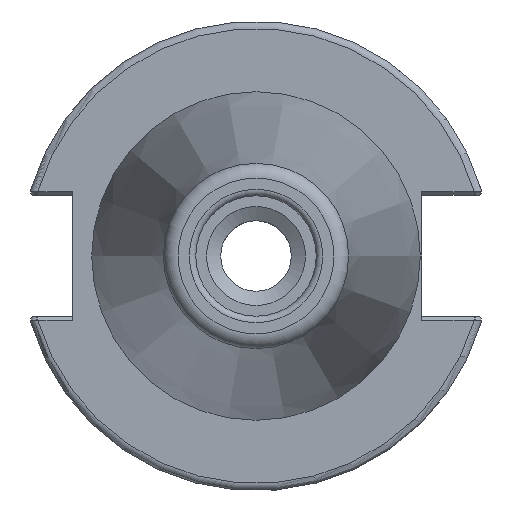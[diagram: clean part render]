
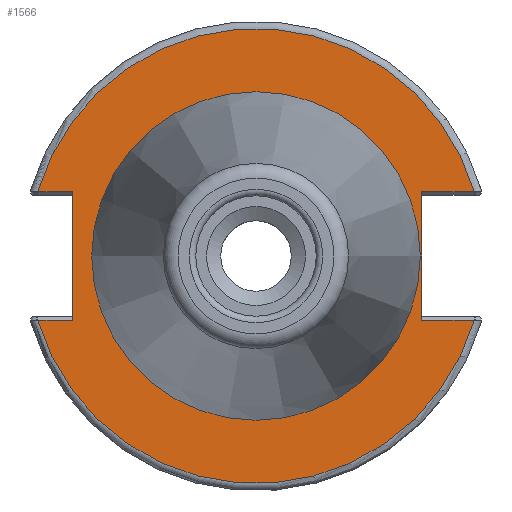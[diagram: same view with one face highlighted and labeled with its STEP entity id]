
A CAD part, left-side view. The second image highlights one B-rep face of the part: STEP entity #1566.
In plain terms, the highlighted planar face has unit normal (-1, 0, 0).
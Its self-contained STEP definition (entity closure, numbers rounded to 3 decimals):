
#58=FACE_BOUND('',#410,.T.);
#74=LINE('',#2495,#171);
#76=LINE('',#2563,#173);
#77=LINE('',#2565,#174);
#78=LINE('',#2569,#175);
#79=LINE('',#2571,#176);
#80=LINE('',#2572,#177);
#171=VECTOR('',#1891,10.);
#173=VECTOR('',#1909,10.);
#174=VECTOR('',#1910,10.);
#175=VECTOR('',#1913,10.);
#176=VECTOR('',#1914,10.);
#177=VECTOR('',#1915,10.);
#276=PLANE('',#1696);
#320=FACE_OUTER_BOUND('',#409,.T.);
#409=EDGE_LOOP('',(#1130,#1131,#1132,#1133,#1134,#1135,#1136,#1137));
#410=EDGE_LOOP('',(#1138,#1139));
#509=CIRCLE('',#1695,30.775);
#510=CIRCLE('',#1697,30.775);
#511=CIRCLE('',#1698,22.225);
#512=CIRCLE('',#1699,22.225);
#653=VERTEX_POINT('',#2488);
#656=VERTEX_POINT('',#2493);
#662=VERTEX_POINT('',#2541);
#664=VERTEX_POINT('',#2562);
#665=VERTEX_POINT('',#2564);
#666=VERTEX_POINT('',#2566);
#667=VERTEX_POINT('',#2568);
#668=VERTEX_POINT('',#2570);
#669=VERTEX_POINT('',#2573);
#670=VERTEX_POINT('',#2574);
#833=EDGE_CURVE('',#656,#653,#74,.T.);
#843=EDGE_CURVE('',#653,#662,#509,.T.);
#846=EDGE_CURVE('',#656,#664,#76,.T.);
#847=EDGE_CURVE('',#665,#664,#77,.T.);
#848=EDGE_CURVE('',#666,#665,#510,.T.);
#849=EDGE_CURVE('',#667,#666,#78,.T.);
#850=EDGE_CURVE('',#667,#668,#79,.T.);
#851=EDGE_CURVE('',#662,#668,#80,.T.);
#852=EDGE_CURVE('',#669,#670,#511,.T.);
#853=EDGE_CURVE('',#670,#669,#512,.T.);
#1130=ORIENTED_EDGE('',*,*,#833,.F.);
#1131=ORIENTED_EDGE('',*,*,#846,.T.);
#1132=ORIENTED_EDGE('',*,*,#847,.F.);
#1133=ORIENTED_EDGE('',*,*,#848,.F.);
#1134=ORIENTED_EDGE('',*,*,#849,.F.);
#1135=ORIENTED_EDGE('',*,*,#850,.T.);
#1136=ORIENTED_EDGE('',*,*,#851,.F.);
#1137=ORIENTED_EDGE('',*,*,#843,.F.);
#1138=ORIENTED_EDGE('',*,*,#852,.T.);
#1139=ORIENTED_EDGE('',*,*,#853,.T.);
#1566=ADVANCED_FACE('',(#320,#58),#276,.T.);
#1695=AXIS2_PLACEMENT_3D('',#2542,#1905,#1906);
#1696=AXIS2_PLACEMENT_3D('',#2561,#1907,#1908);
#1697=AXIS2_PLACEMENT_3D('',#2567,#1911,#1912);
#1698=AXIS2_PLACEMENT_3D('',#2575,#1916,#1917);
#1699=AXIS2_PLACEMENT_3D('',#2576,#1918,#1919);
#1891=DIRECTION('',(0.,-1.,0.));
#1905=DIRECTION('center_axis',(1.,0.,0.));
#1906=DIRECTION('ref_axis',(0.,0.,-1.));
#1907=DIRECTION('center_axis',(-1.,0.,0.));
#1908=DIRECTION('ref_axis',(0.,0.,1.));
#1909=DIRECTION('',(0.,0.,1.));
#1910=DIRECTION('',(0.,1.,0.));
#1911=DIRECTION('center_axis',(1.,0.,0.));
#1912=DIRECTION('ref_axis',(0.,0.,-1.));
#1913=DIRECTION('',(0.,1.,0.));
#1914=DIRECTION('',(0.,0.,-1.));
#1915=DIRECTION('',(0.,-1.,0.));
#1916=DIRECTION('center_axis',(1.,0.,0.));
#1917=DIRECTION('ref_axis',(0.,0.,-1.));
#1918=DIRECTION('center_axis',(1.,0.,0.));
#1919=DIRECTION('ref_axis',(0.,0.,-1.));
#2488=CARTESIAN_POINT('',(3.175,-29.523,-8.69));
#2493=CARTESIAN_POINT('',(3.175,-22.41,-8.69));
#2495=CARTESIAN_POINT('',(3.175,-4.878,-8.69));
#2541=CARTESIAN_POINT('',(3.175,29.523,-8.69));
#2542=CARTESIAN_POINT('Origin',(3.175,0.,0.));
#2561=CARTESIAN_POINT('Origin',(3.175,30.775,0.));
#2562=CARTESIAN_POINT('',(3.175,-22.41,8.69));
#2563=CARTESIAN_POINT('',(3.175,-22.41,-4.095));
#2564=CARTESIAN_POINT('',(3.175,-29.523,8.69));
#2565=CARTESIAN_POINT('',(3.175,4.182,8.69));
#2566=CARTESIAN_POINT('',(3.175,29.523,8.69));
#2567=CARTESIAN_POINT('Origin',(3.175,0.,0.));
#2568=CARTESIAN_POINT('',(3.175,24.8,8.69));
#2569=CARTESIAN_POINT('',(3.175,32.958,8.69));
#2570=CARTESIAN_POINT('',(3.175,24.8,-8.69));
#2571=CARTESIAN_POINT('',(3.175,24.8,4.095));
#2572=CARTESIAN_POINT('',(3.175,27.787,-8.69));
#2573=CARTESIAN_POINT('',(3.175,22.225,0.));
#2574=CARTESIAN_POINT('',(3.175,-22.225,0.));
#2575=CARTESIAN_POINT('Origin',(3.175,0.,0.));
#2576=CARTESIAN_POINT('Origin',(3.175,0.,0.));
